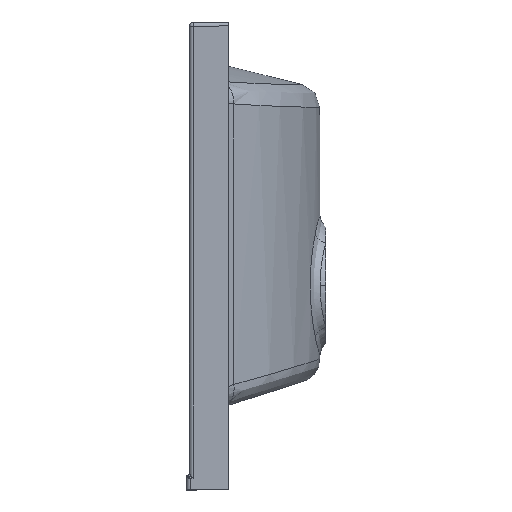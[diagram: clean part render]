
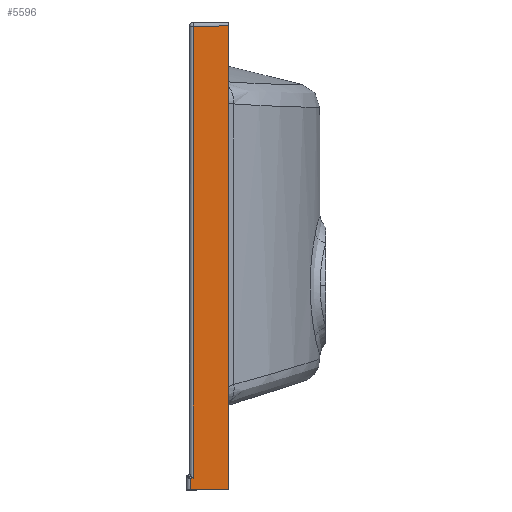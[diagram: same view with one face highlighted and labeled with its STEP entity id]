
A CAD part, left-side view. The second image highlights one B-rep face of the part: STEP entity #5596.
In plain terms, the highlighted planar face has unit normal (-1, 0.018, 0).
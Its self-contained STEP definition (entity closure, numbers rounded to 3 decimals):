
#28 = VERTEX_POINT ( 'NONE', #6617 ) ;
#75 = VERTEX_POINT ( 'NONE', #109 ) ;
#109 = CARTESIAN_POINT ( 'NONE',  ( -450.016, -0.93, -478.356 ) ) ;
#568 = ORIENTED_EDGE ( 'NONE', *, *, #1145, .T. ) ;
#570 = LINE ( 'NONE', #3840, #6302 ) ;
#629 = VECTOR ( 'NONE', #983, 1000. ) ;
#797 = DIRECTION ( 'NONE',  ( 0., 0., -1. ) ) ;
#801 = DIRECTION ( 'NONE',  ( 0.017, 0.985, -0.174 ) ) ;
#983 = DIRECTION ( 'NONE',  ( 0., 0., -1. ) ) ;
#1145 = EDGE_CURVE ( 'NONE', #75, #28, #5692, .T. ) ;
#1755 = ORIENTED_EDGE ( 'NONE', *, *, #2595, .T. ) ;
#1884 = VECTOR ( 'NONE', #2825, 1000. ) ;
#2027 = CARTESIAN_POINT ( 'NONE',  ( -450.069, -3.93, -13.958 ) ) ;
#2457 = DIRECTION ( 'NONE',  ( -1., 0.017, 0. ) ) ;
#2595 = EDGE_CURVE ( 'NONE', #3926, #4628, #6912, .T. ) ;
#2771 = DIRECTION ( 'NONE',  ( 0.017, 1., 0. ) ) ;
#2825 = DIRECTION ( 'NONE',  ( 0., 0., 1. ) ) ;
#3273 = FACE_OUTER_BOUND ( 'NONE', #6504, .T. ) ;
#3284 = ORIENTED_EDGE ( 'NONE', *, *, #4031, .F. ) ;
#3444 = EDGE_CURVE ( 'NONE', #7491, #9907, #5060, .T. ) ;
#3655 = CARTESIAN_POINT ( 'NONE',  ( -450.698, -40., -490. ) ) ;
#3840 = CARTESIAN_POINT ( 'NONE',  ( -449.736, 15.138, -14.158 ) ) ;
#3902 = AXIS2_PLACEMENT_3D ( 'NONE', #9819, #2457, #5732 ) ;
#3926 = VERTEX_POINT ( 'NONE', #3655 ) ;
#4031 = EDGE_CURVE ( 'NONE', #3926, #28, #6863, .T. ) ;
#4347 = VECTOR ( 'NONE', #797, 1000. ) ;
#4546 = CARTESIAN_POINT ( 'NONE',  ( -450.698, -40., -13.581 ) ) ;
#4628 = VERTEX_POINT ( 'NONE', #4546 ) ;
#4880 = LINE ( 'NONE', #8163, #10418 ) ;
#5060 = LINE ( 'NONE', #8346, #629 ) ;
#5392 = ORIENTED_EDGE ( 'NONE', *, *, #8232, .T. ) ;
#5596 = ADVANCED_FACE ( 'NONE', ( #3273 ), #6549, .T. ) ;
#5692 = LINE ( 'NONE', #8160, #4347 ) ;
#5732 = DIRECTION ( 'NONE',  ( -0.017, -1., 0. ) ) ;
#6302 = VECTOR ( 'NONE', #7130, 1000. ) ;
#6504 = EDGE_LOOP ( 'NONE', ( #1755, #10328, #9394, #5392, #568, #3284 ) ) ;
#6549 = PLANE ( 'NONE',  #3902 ) ;
#6617 = CARTESIAN_POINT ( 'NONE',  ( -450.016, -0.93, -490. ) ) ;
#6863 = LINE ( 'NONE', #10136, #8694 ) ;
#6912 = LINE ( 'NONE', #10187, #1884 ) ;
#7130 = DIRECTION ( 'NONE',  ( 0.017, 1., -0.01 ) ) ;
#7491 = VERTEX_POINT ( 'NONE', #2027 ) ;
#8160 = CARTESIAN_POINT ( 'NONE',  ( -450.016, -0.93, -1460.156 ) ) ;
#8163 = CARTESIAN_POINT ( 'NONE',  ( -447.071, 167.829, -508.115 ) ) ;
#8232 = EDGE_CURVE ( 'NONE', #9907, #75, #4880, .T. ) ;
#8346 = CARTESIAN_POINT ( 'NONE',  ( -450.069, -3.93, -474.471 ) ) ;
#8694 = VECTOR ( 'NONE', #2771, 1000. ) ;
#8753 = CARTESIAN_POINT ( 'NONE',  ( -450.069, -3.93, -477.827 ) ) ;
#9286 = EDGE_CURVE ( 'NONE', #4628, #7491, #570, .T. ) ;
#9394 = ORIENTED_EDGE ( 'NONE', *, *, #3444, .T. ) ;
#9819 = CARTESIAN_POINT ( 'NONE',  ( -450., 0., -1460.156 ) ) ;
#9907 = VERTEX_POINT ( 'NONE', #8753 ) ;
#10136 = CARTESIAN_POINT ( 'NONE',  ( -452.064, -118.254, -490. ) ) ;
#10187 = CARTESIAN_POINT ( 'NONE',  ( -450.698, -40., -1460.156 ) ) ;
#10328 = ORIENTED_EDGE ( 'NONE', *, *, #9286, .T. ) ;
#10418 = VECTOR ( 'NONE', #801, 1000. ) ;
